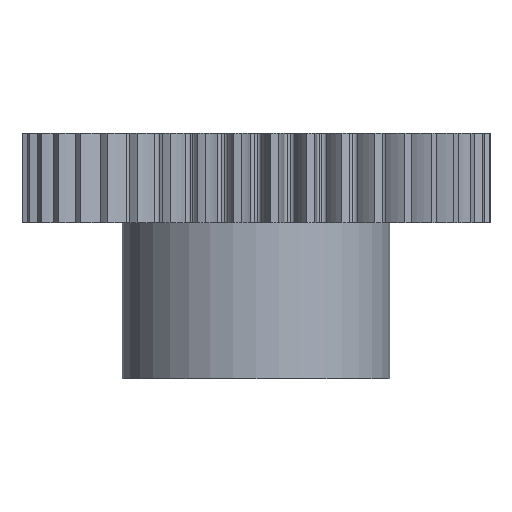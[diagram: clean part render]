
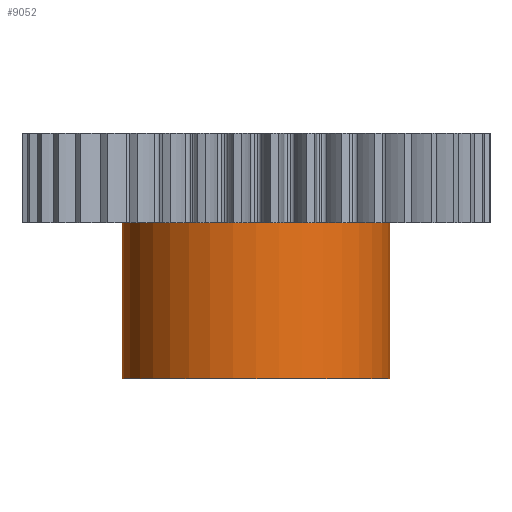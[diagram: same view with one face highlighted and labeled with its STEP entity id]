
A CAD part, front view. The second image highlights one B-rep face of the part: STEP entity #9052.
In plain terms, the highlighted cylindrical face has radius 30 mm (diameter 60 mm), a partial arc.
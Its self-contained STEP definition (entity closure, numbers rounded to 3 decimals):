
#2249 = CARTESIAN_POINT ( 'NONE',  ( 30., 0., 0. ) ) ;
#2253 = DIRECTION ( 'NONE',  ( 0., 0., 1. ) ) ;
#2254 = VECTOR ( 'NONE', #2253, 1000. ) ;
#2261 = CARTESIAN_POINT ( 'NONE',  ( -30., 0., -35. ) ) ;
#2262 = LINE ( 'NONE', #2261, #2254 ) ;
#2318 = CARTESIAN_POINT ( 'NONE',  ( -30., 0., 0. ) ) ;
#2324 = CARTESIAN_POINT ( 'NONE',  ( -30., 0., -35. ) ) ;
#2379 = CARTESIAN_POINT ( 'NONE',  ( 30., 0., -35. ) ) ;
#2626 = DIRECTION ( 'NONE',  ( 0., 0., 1. ) ) ;
#2627 = VECTOR ( 'NONE', #2626, 1000. ) ;
#2628 = CARTESIAN_POINT ( 'NONE',  ( 30., 0., -35. ) ) ;
#2629 = LINE ( 'NONE', #2628, #2627 ) ;
#5160 = DIRECTION ( 'NONE',  ( 1., 0., 0. ) ) ;
#5161 = DIRECTION ( 'NONE',  ( 0., 0., 1. ) ) ;
#5162 = CARTESIAN_POINT ( 'NONE',  ( 0., 0., -35. ) ) ;
#5163 = AXIS2_PLACEMENT_3D ( 'NONE', #5162, #5161, #5160 ) ;
#5165 = DIRECTION ( 'NONE',  ( 1., 0., 0. ) ) ;
#5171 = CARTESIAN_POINT ( 'NONE',  ( 0., 0., -35. ) ) ;
#5172 = FACE_OUTER_BOUND ( 'NONE', #9048, .T. ) ;
#5173 = DIRECTION ( 'NONE',  ( 0., 0., 1. ) ) ;
#5186 = CIRCLE ( 'NONE', #5163, 30. ) ;
#5187 = CYLINDRICAL_SURFACE ( 'NONE', #5198, 30. ) ;
#5198 = AXIS2_PLACEMENT_3D ( 'NONE', #5171, #5173, #5165 ) ;
#5310 = DIRECTION ( 'NONE',  ( 1., 0., 0. ) ) ;
#5311 = DIRECTION ( 'NONE',  ( 0., 0., 1. ) ) ;
#5312 = CARTESIAN_POINT ( 'NONE',  ( 0., 0., 0. ) ) ;
#5313 = AXIS2_PLACEMENT_3D ( 'NONE', #5312, #5311, #5310 ) ;
#5314 = CIRCLE ( 'NONE', #5313, 30. ) ;
#7094 = VERTEX_POINT ( 'NONE', #2379 ) ;
#7148 = EDGE_CURVE ( 'NONE', #7166, #7167, #2262, .T. ) ;
#7149 = VERTEX_POINT ( 'NONE', #2249 ) ;
#7166 = VERTEX_POINT ( 'NONE', #2324 ) ;
#7167 = VERTEX_POINT ( 'NONE', #2318 ) ;
#7192 = EDGE_CURVE ( 'NONE', #7094, #7149, #2629, .T. ) ;
#9048 = EDGE_LOOP ( 'NONE', ( #9058, #9064, #9054, #9055 ) ) ;
#9052 = ADVANCED_FACE ( 'NONE', ( #5172 ), #5187, .T. ) ;
#9053 = EDGE_CURVE ( 'NONE', #7166, #7094, #5186, .T. ) ;
#9054 = ORIENTED_EDGE ( 'NONE', *, *, #7192, .T. ) ;
#9055 = ORIENTED_EDGE ( 'NONE', *, *, #9199, .F. ) ;
#9058 = ORIENTED_EDGE ( 'NONE', *, *, #7148, .F. ) ;
#9064 = ORIENTED_EDGE ( 'NONE', *, *, #9053, .T. ) ;
#9199 = EDGE_CURVE ( 'NONE', #7167, #7149, #5314, .T. ) ;
